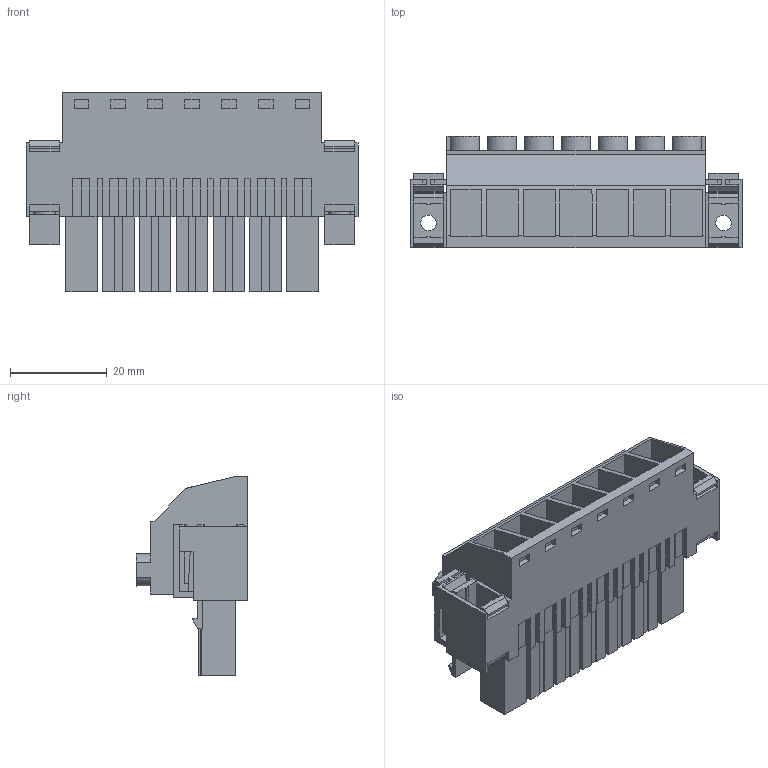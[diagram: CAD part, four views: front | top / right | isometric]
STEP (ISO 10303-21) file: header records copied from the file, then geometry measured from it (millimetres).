
FILE_DESCRIPTION(('CATIA V5 STEP','CAx-IF Rec.Pracs.--- Model Styling and Organization---1.2---2011-12-15'),'2;1');
FILE_NAME ('D1459350_0_1930100000_1930100000.stp','2017-07-31T10:33:57+00:00',('none'),('Weidmueller'),'CATIA Version 5-6 Release 2014','CATIA V5 STEP AP214','none');
FILE_SCHEMA(('AUTOMOTIVE_DESIGN { 1 0 10303 214 1 1 1 1 }'));
Length unit declared in the file: millimetre
Products named in the file (1): 1930100000
Bounding box: 68.58 x 23.1 x 41.15 mm (x, y, z)
Volume: 25860.7 mm3; surface area: 18130.8 mm2
Topology: 10 solids, 10 shells, 805 faces, 2268 edges, 1522 vertices
Faces by surface type: plane 748, cylinder 57
Entity records: 23664 total; most frequent: ORIENTED_EDGE 4536, CARTESIAN_POINT 4291, DIRECTION 3100, EDGE_CURVE 2268, VECTOR 2066, LINE 2066, VERTEX_POINT 1522, EDGE_LOOP 852
